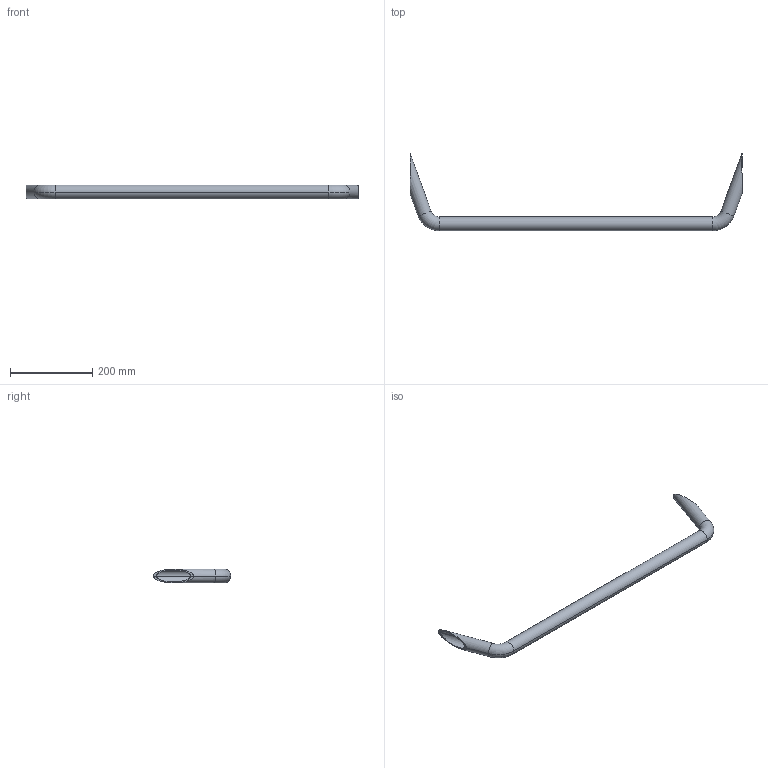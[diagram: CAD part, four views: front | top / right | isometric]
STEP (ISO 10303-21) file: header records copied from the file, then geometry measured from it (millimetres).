
FILE_DESCRIPTION (( 'STEP AP203' ), '1' );
FILE_NAME ('Axe Suspension AV CK 1926 Ford Sprint v3a.STEP', '2020-07-03T07:35:59', ( '' ), ( '' ), 'SwSTEP 2.0', 'SolidWorks 2017', '' );
FILE_SCHEMA (( 'CONFIG_CONTROL_DESIGN' ));
Length unit declared in the file: millimetre
Products named in the file (1): Axe Suspension AV CK 1926 Ford Sprint v3a
Bounding box: 807.36 x 188.57 x 33.7 mm (x, y, z)
Volume: 245203.1 mm3; surface area: 192136.4 mm2
Topology: 5 solids, 5 shells, 30 faces, 60 edges, 40 vertices
Faces by surface type: cylinder 12, plane 10, torus 8
Entity records: 893 total; most frequent: CARTESIAN_POINT 155, DIRECTION 154, ORIENTED_EDGE 120, AXIS2_PLACEMENT_3D 71, EDGE_CURVE 60, EDGE_LOOP 40, CIRCLE 40, VERTEX_POINT 40
